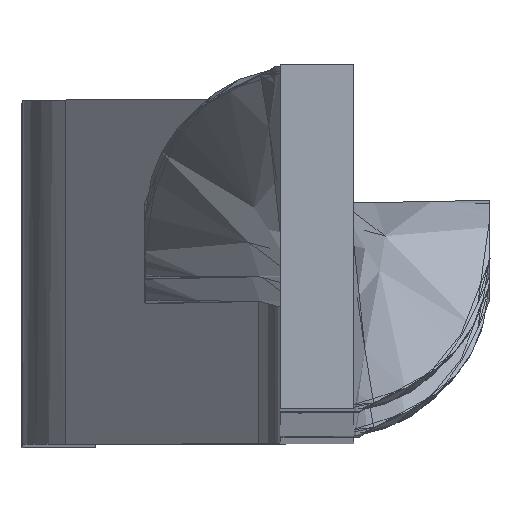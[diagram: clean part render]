
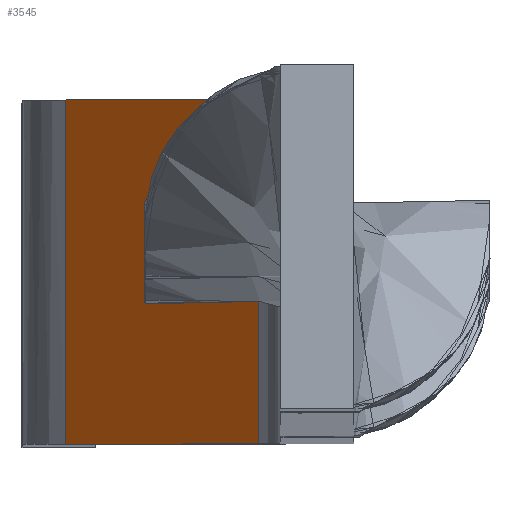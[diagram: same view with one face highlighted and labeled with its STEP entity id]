
A CAD part, top view. The second image highlights one B-rep face of the part: STEP entity #3545.
In plain terms, the highlighted free-form (B-spline) face has degree [1, 1] with [2, 2] control points.
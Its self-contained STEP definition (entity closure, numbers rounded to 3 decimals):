
#1750=CARTESIAN_POINT('',(6.621,7.0,77.107));
#1751=VERTEX_POINT('',#1750);
#1767=CARTESIAN_POINT('',(6.621,-7.0,77.107));
#1768=VERTEX_POINT('',#1767);
#1769=CARTESIAN_POINT('',(6.621,-7.0,77.107));
#1770=CARTESIAN_POINT('',(6.621,7.0,77.107));
#1771=QUASI_UNIFORM_CURVE('',1,(#1769,#1770),.UNSPECIFIED.,.F.,.U.);
#1772=EDGE_CURVE('',#1768,#1751,#1771,.T.);
#1935=CARTESIAN_POINT('',(-1.243,7.0,69.243));
#1936=VERTEX_POINT('',#1935);
#1957=CARTESIAN_POINT('',(-1.243,-7.0,69.243));
#1958=VERTEX_POINT('',#1957);
#1972=CARTESIAN_POINT('',(-1.243,7.0,69.243));
#1973=CARTESIAN_POINT('',(-1.243,-7.0,69.243));
#1974=QUASI_UNIFORM_CURVE('',1,(#1972,#1973),.UNSPECIFIED.,.F.,.U.);
#1975=EDGE_CURVE('',#1936,#1958,#1974,.T.);
#3439=CARTESIAN_POINT('',(6.621,-7.0,77.107));
#3440=CARTESIAN_POINT('',(-1.243,-7.0,69.243));
#3441=QUASI_UNIFORM_CURVE('',1,(#3439,#3440),.UNSPECIFIED.,.F.,.U.);
#3442=EDGE_CURVE('',#1768,#1958,#3441,.T.);
#3519=CARTESIAN_POINT('',(6.621,7.0,77.107));
#3520=CARTESIAN_POINT('',(-1.243,7.0,69.243));
#3521=QUASI_UNIFORM_CURVE('',1,(#3519,#3520),.UNSPECIFIED.,.F.,.U.);
#3522=EDGE_CURVE('',#1751,#1936,#3521,.T.);
#3534=CARTESIAN_POINT('',(-1.635,-7.699,68.85));
#3535=CARTESIAN_POINT('',(7.014,-7.699,77.499));
#3536=CARTESIAN_POINT('',(-1.635,7.699,68.85));
#3537=CARTESIAN_POINT('',(7.014,7.699,77.499));
#3538=B_SPLINE_SURFACE_WITH_KNOTS('',1,1,((#3534,#3536),(#3535,#3537)),.UNSPECIFIED.,.F.,.F.,.U.,(2,2),(2,2),(0.0,12.232),(0.0,15.399),.UNSPECIFIED.);
#3539=ORIENTED_EDGE('',*,*,#3442,.F.);
#3540=ORIENTED_EDGE('',*,*,#1772,.T.);
#3541=ORIENTED_EDGE('',*,*,#3522,.T.);
#3542=ORIENTED_EDGE('',*,*,#1975,.T.);
#3543=EDGE_LOOP('',(#3539,#3540,#3541,#3542));
#3544=FACE_OUTER_BOUND('',#3543,.T.);
#3545=ADVANCED_FACE('',(#3544),#3538,.T.);
